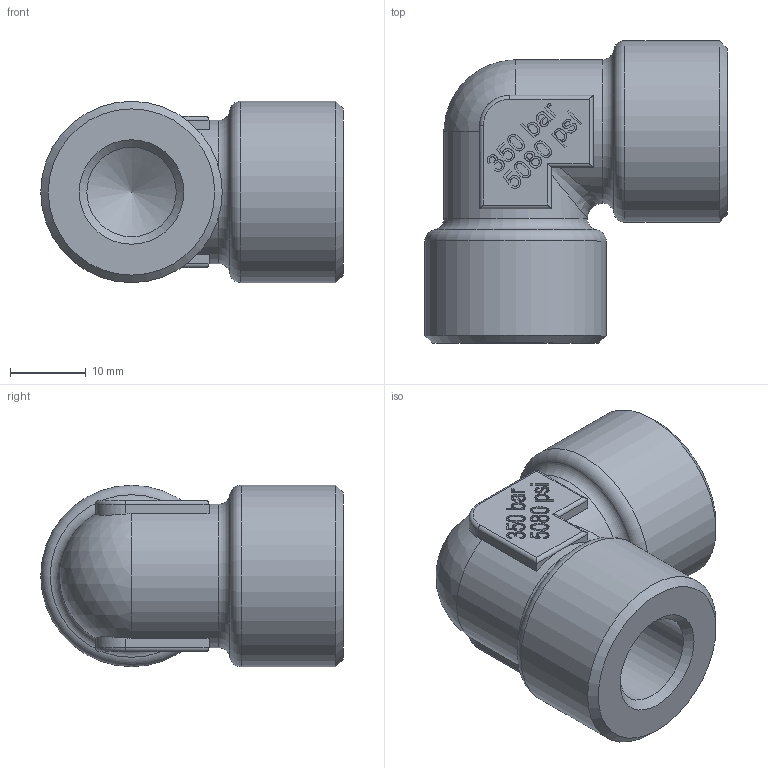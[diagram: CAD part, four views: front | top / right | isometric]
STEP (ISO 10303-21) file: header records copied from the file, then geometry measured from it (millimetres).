
FILE_DESCRIPTION(/* description */ ('Unknown'),/* implementation_level */ '2;1');
FILE_NAME(/* name */ '010005420',/* time_stamp */ '2020-06-15T16:08:43+02:00',/* author */ ('Unknown'),/* organization */ ('Unknown'),/* preprocessor_version */ 'ST-DEVELOPER v16.7',/* originating_system */ 'DEX',/* authorisation */ $);
FILE_SCHEMA (('AUTOMOTIVE_DESIGN {1 0 10303 214 3 1 1}'));
Length unit declared in the file: millimetre
Products named in the file (1): Part1
Bounding box: 40 x 40 x 24 mm (x, y, z)
Volume: 17362.1 mm3; surface area: 6012.5 mm2
Topology: 1 solids, 1 shells, 177 faces, 422 edges, 273 vertices
Faces by surface type: plane 99, bspline 34, cylinder 31, cone 6, torus 6, sphere 1
Full cylindrical faces by diameter (mm): 11.82 x4, 19 x2, 24 x2
Entity records: 8178 total; most frequent: CARTESIAN_POINT 3343, ORIENTED_EDGE 768, DIRECTION 583, EDGE_CURVE 384, VERTEX_POINT 264, FACE_BOUND 232, EDGE_LOOP 230, AXIS2_PLACEMENT_3D 215
